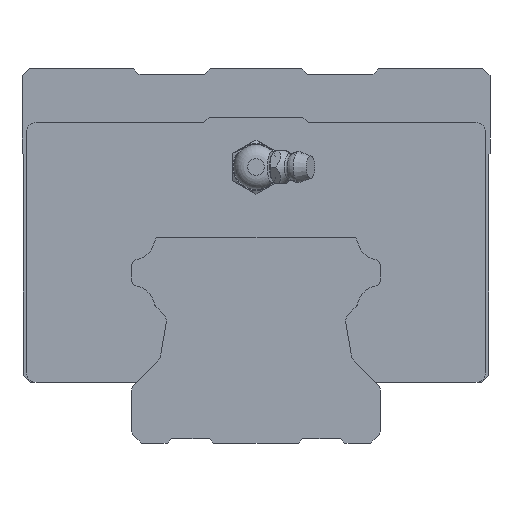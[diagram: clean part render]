
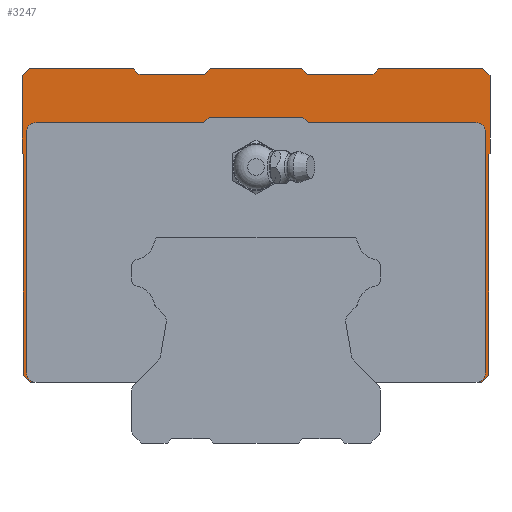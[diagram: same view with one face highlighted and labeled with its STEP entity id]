
A CAD part, front view. The second image highlights one B-rep face of the part: STEP entity #3247.
In plain terms, the highlighted planar face has unit normal (0, -1, 0).
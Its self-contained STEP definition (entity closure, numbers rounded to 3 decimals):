
#196=LINE('',#5877,#456);
#205=LINE('',#5895,#465);
#208=LINE('',#5901,#468);
#211=LINE('',#5907,#471);
#214=LINE('',#5913,#474);
#217=LINE('',#5919,#477);
#220=LINE('',#5929,#480);
#223=LINE('',#5935,#483);
#226=LINE('',#5941,#486);
#229=LINE('',#5947,#489);
#232=LINE('',#5953,#492);
#235=LINE('',#5959,#495);
#238=LINE('',#5965,#498);
#241=LINE('',#5971,#501);
#244=LINE('',#5981,#504);
#247=LINE('',#5987,#507);
#250=LINE('',#5993,#510);
#253=LINE('',#5999,#513);
#256=LINE('',#6005,#516);
#259=LINE('',#6011,#519);
#263=LINE('',#6020,#523);
#306=LINE('',#6172,#566);
#307=LINE('',#6176,#567);
#308=LINE('',#6178,#568);
#309=LINE('',#6180,#569);
#310=LINE('',#6182,#570);
#311=LINE('',#6184,#571);
#312=LINE('',#6188,#572);
#456=VECTOR('',#4792,1000.);
#465=VECTOR('',#4803,1000.);
#468=VECTOR('',#4808,1000.);
#471=VECTOR('',#4813,1000.);
#474=VECTOR('',#4818,1000.);
#477=VECTOR('',#4823,1000.);
#480=VECTOR('',#4832,1000.);
#483=VECTOR('',#4837,1000.);
#486=VECTOR('',#4842,1000.);
#489=VECTOR('',#4847,1000.);
#492=VECTOR('',#4852,1000.);
#495=VECTOR('',#4857,1000.);
#498=VECTOR('',#4862,1000.);
#501=VECTOR('',#4867,1000.);
#504=VECTOR('',#4876,1000.);
#507=VECTOR('',#4881,1000.);
#510=VECTOR('',#4886,1000.);
#513=VECTOR('',#4891,1000.);
#516=VECTOR('',#4896,1000.);
#519=VECTOR('',#4901,1000.);
#523=VECTOR('',#4907,1000.);
#566=VECTOR('',#5068,1000.);
#567=VECTOR('',#5071,1000.);
#568=VECTOR('',#5072,1000.);
#569=VECTOR('',#5073,1000.);
#570=VECTOR('',#5074,1000.);
#571=VECTOR('',#5075,1000.);
#572=VECTOR('',#5078,1000.);
#694=PLANE('',#4227);
#1352=ORIENTED_EDGE('',*,*,#1980,.F.);
#1353=ORIENTED_EDGE('',*,*,#1834,.T.);
#1354=ORIENTED_EDGE('',*,*,#1843,.T.);
#1355=ORIENTED_EDGE('',*,*,#1846,.T.);
#1356=ORIENTED_EDGE('',*,*,#1849,.T.);
#1357=ORIENTED_EDGE('',*,*,#1852,.T.);
#1358=ORIENTED_EDGE('',*,*,#1855,.T.);
#1359=ORIENTED_EDGE('',*,*,#1860,.T.);
#1360=ORIENTED_EDGE('',*,*,#1863,.T.);
#1361=ORIENTED_EDGE('',*,*,#1866,.T.);
#1362=ORIENTED_EDGE('',*,*,#1869,.T.);
#1363=ORIENTED_EDGE('',*,*,#1872,.T.);
#1364=ORIENTED_EDGE('',*,*,#1875,.T.);
#1365=ORIENTED_EDGE('',*,*,#1878,.T.);
#1366=ORIENTED_EDGE('',*,*,#1881,.T.);
#1367=ORIENTED_EDGE('',*,*,#1886,.T.);
#1368=ORIENTED_EDGE('',*,*,#1889,.T.);
#1369=ORIENTED_EDGE('',*,*,#1892,.T.);
#1370=ORIENTED_EDGE('',*,*,#1895,.T.);
#1371=ORIENTED_EDGE('',*,*,#1898,.T.);
#1372=ORIENTED_EDGE('',*,*,#1901,.T.);
#1373=ORIENTED_EDGE('',*,*,#1905,.T.);
#1374=ORIENTED_EDGE('',*,*,#1981,.F.);
#1375=ORIENTED_EDGE('',*,*,#1982,.F.);
#1376=ORIENTED_EDGE('',*,*,#1983,.F.);
#1377=ORIENTED_EDGE('',*,*,#1984,.F.);
#1378=ORIENTED_EDGE('',*,*,#1985,.F.);
#1379=ORIENTED_EDGE('',*,*,#1986,.F.);
#1380=ORIENTED_EDGE('',*,*,#1987,.F.);
#1381=ORIENTED_EDGE('',*,*,#1988,.F.);
#1382=ORIENTED_EDGE('',*,*,#1989,.F.);
#1383=ORIENTED_EDGE('',*,*,#1990,.F.);
#1834=EDGE_CURVE('',#2217,#2218,#196,.T.);
#1843=EDGE_CURVE('',#2218,#2224,#205,.T.);
#1846=EDGE_CURVE('',#2224,#2226,#208,.T.);
#1849=EDGE_CURVE('',#2226,#2228,#211,.T.);
#1852=EDGE_CURVE('',#2228,#2230,#214,.T.);
#1855=EDGE_CURVE('',#2230,#2232,#217,.T.);
#1860=EDGE_CURVE('',#2232,#2236,#220,.T.);
#1863=EDGE_CURVE('',#2236,#2238,#223,.T.);
#1866=EDGE_CURVE('',#2238,#2240,#226,.T.);
#1869=EDGE_CURVE('',#2240,#2242,#229,.T.);
#1872=EDGE_CURVE('',#2242,#2244,#232,.T.);
#1875=EDGE_CURVE('',#2244,#2246,#235,.T.);
#1878=EDGE_CURVE('',#2246,#2248,#238,.T.);
#1881=EDGE_CURVE('',#2248,#2250,#241,.T.);
#1886=EDGE_CURVE('',#2250,#2254,#244,.T.);
#1889=EDGE_CURVE('',#2254,#2256,#247,.T.);
#1892=EDGE_CURVE('',#2256,#2258,#250,.T.);
#1895=EDGE_CURVE('',#2258,#2260,#253,.T.);
#1898=EDGE_CURVE('',#2260,#2262,#256,.T.);
#1901=EDGE_CURVE('',#2262,#2264,#259,.T.);
#1905=EDGE_CURVE('',#2264,#2268,#263,.T.);
#1980=EDGE_CURVE('',#2217,#2317,#2497,.T.);
#1981=EDGE_CURVE('',#2318,#2268,#2498,.T.);
#1982=EDGE_CURVE('',#2319,#2318,#306,.T.);
#1983=EDGE_CURVE('',#2320,#2319,#2499,.T.);
#1984=EDGE_CURVE('',#2321,#2320,#307,.T.);
#1985=EDGE_CURVE('',#2322,#2321,#308,.T.);
#1986=EDGE_CURVE('',#2323,#2322,#309,.T.);
#1987=EDGE_CURVE('',#2324,#2323,#310,.T.);
#1988=EDGE_CURVE('',#2325,#2324,#311,.T.);
#1989=EDGE_CURVE('',#2326,#2325,#2500,.T.);
#1990=EDGE_CURVE('',#2317,#2326,#312,.T.);
#2217=VERTEX_POINT('',#5878);
#2218=VERTEX_POINT('',#5879);
#2224=VERTEX_POINT('',#5894);
#2226=VERTEX_POINT('',#5900);
#2228=VERTEX_POINT('',#5906);
#2230=VERTEX_POINT('',#5912);
#2232=VERTEX_POINT('',#5918);
#2236=VERTEX_POINT('',#5928);
#2238=VERTEX_POINT('',#5934);
#2240=VERTEX_POINT('',#5940);
#2242=VERTEX_POINT('',#5946);
#2244=VERTEX_POINT('',#5952);
#2246=VERTEX_POINT('',#5958);
#2248=VERTEX_POINT('',#5964);
#2250=VERTEX_POINT('',#5970);
#2254=VERTEX_POINT('',#5980);
#2256=VERTEX_POINT('',#5986);
#2258=VERTEX_POINT('',#5992);
#2260=VERTEX_POINT('',#5998);
#2262=VERTEX_POINT('',#6004);
#2264=VERTEX_POINT('',#6010);
#2268=VERTEX_POINT('',#6019);
#2317=VERTEX_POINT('',#6169);
#2318=VERTEX_POINT('',#6171);
#2319=VERTEX_POINT('',#6173);
#2320=VERTEX_POINT('',#6175);
#2321=VERTEX_POINT('',#6177);
#2322=VERTEX_POINT('',#6179);
#2323=VERTEX_POINT('',#6181);
#2324=VERTEX_POINT('',#6183);
#2325=VERTEX_POINT('',#6185);
#2326=VERTEX_POINT('',#6187);
#2497=CIRCLE('',#4228,2.);
#2498=CIRCLE('',#4229,2.);
#2499=CIRCLE('',#4230,2.);
#2500=CIRCLE('',#4231,2.);
#2722=EDGE_LOOP('',(#1352,#1353,#1354,#1355,#1356,#1357,#1358,#1359,#1360,
#1361,#1362,#1363,#1364,#1365,#1366,#1367,#1368,#1369,#1370,#1371,#1372,
#1373,#1374,#1375,#1376,#1377,#1378,#1379,#1380,#1381,#1382,#1383));
#2975=FACE_BOUND('',#2722,.T.);
#3247=ADVANCED_FACE('',(#2975),#694,.T.);
#4227=AXIS2_PLACEMENT_3D('',#6167,#5062,#5063);
#4228=AXIS2_PLACEMENT_3D('',#6168,#5064,#5065);
#4229=AXIS2_PLACEMENT_3D('',#6170,#5066,#5067);
#4230=AXIS2_PLACEMENT_3D('',#6174,#5069,#5070);
#4231=AXIS2_PLACEMENT_3D('',#6186,#5076,#5077);
#4792=DIRECTION('',(1.,0.,0.));
#4803=DIRECTION('',(0.707,0.,0.707));
#4808=DIRECTION('',(0.,0.,1.));
#4813=DIRECTION('',(0.707,0.,0.707));
#4818=DIRECTION('',(0.,0.,1.));
#4823=DIRECTION('',(-0.707,0.,0.707));
#4832=DIRECTION('',(-1.,0.,0.));
#4837=DIRECTION('',(-0.707,0.,-0.707));
#4842=DIRECTION('',(-1.,0.,0.));
#4847=DIRECTION('',(-0.707,0.,0.707));
#4852=DIRECTION('',(-1.,0.,0.));
#4857=DIRECTION('',(-0.707,0.,-0.707));
#4862=DIRECTION('',(-1.,0.,0.));
#4867=DIRECTION('',(-0.707,0.,0.707));
#4876=DIRECTION('',(-1.,0.,0.));
#4881=DIRECTION('',(-0.707,0.,-0.707));
#4886=DIRECTION('',(0.,0.,-1.));
#4891=DIRECTION('',(0.707,0.,-0.707));
#4896=DIRECTION('',(0.,0.,-1.));
#4901=DIRECTION('',(0.707,0.,-0.707));
#4907=DIRECTION('',(1.,0.,0.));
#5062=DIRECTION('',(0.,-1.,0.));
#5063=DIRECTION('',(0.,0.,-1.));
#5064=DIRECTION('',(0.,-1.,0.));
#5065=DIRECTION('',(0.,0.,-1.));
#5066=DIRECTION('',(0.,-1.,0.));
#5067=DIRECTION('',(0.,0.,-1.));
#5068=DIRECTION('',(0.,0.,-1.));
#5069=DIRECTION('',(0.,-1.,0.));
#5070=DIRECTION('',(0.,0.,-1.));
#5071=DIRECTION('',(-1.,0.,0.));
#5072=DIRECTION('',(-0.707,0.,-0.707));
#5073=DIRECTION('',(-1.,0.,0.));
#5074=DIRECTION('',(-0.707,0.,0.707));
#5075=DIRECTION('',(-1.,0.,0.));
#5076=DIRECTION('',(0.,-1.,0.));
#5077=DIRECTION('',(0.,0.,-1.));
#5078=DIRECTION('',(0.,0.,1.));
#5877=CARTESIAN_POINT('',(25.5,-77.8,13.));
#5878=CARTESIAN_POINT('',(47.,-77.8,13.));
#5879=CARTESIAN_POINT('',(48.2,-77.8,13.));
#5894=CARTESIAN_POINT('',(49.7,-77.8,14.5));
#5895=CARTESIAN_POINT('',(48.2,-77.8,13.));
#5900=CARTESIAN_POINT('',(49.7,-77.8,61.7));
#5901=CARTESIAN_POINT('',(49.7,-77.8,61.7));
#5906=CARTESIAN_POINT('',(50.,-77.8,62.));
#5907=CARTESIAN_POINT('',(50.,-77.8,62.));
#5912=CARTESIAN_POINT('',(50.,-77.8,78.5));
#5913=CARTESIAN_POINT('',(50.,-77.8,78.5));
#5918=CARTESIAN_POINT('',(48.5,-77.8,80.));
#5919=CARTESIAN_POINT('',(48.5,-77.8,80.));
#5928=CARTESIAN_POINT('',(26.2,-77.8,80.));
#5929=CARTESIAN_POINT('',(26.2,-77.8,80.));
#5934=CARTESIAN_POINT('',(25.,-77.8,78.8));
#5935=CARTESIAN_POINT('',(26.2,-77.8,80.));
#5940=CARTESIAN_POINT('',(11.,-77.8,78.8));
#5941=CARTESIAN_POINT('',(11.,-77.8,78.8));
#5946=CARTESIAN_POINT('',(9.8,-77.8,80.));
#5947=CARTESIAN_POINT('',(9.8,-77.8,80.));
#5952=CARTESIAN_POINT('',(-9.8,-77.8,80.));
#5953=CARTESIAN_POINT('',(-9.8,-77.8,80.));
#5958=CARTESIAN_POINT('',(-11.,-77.8,78.8));
#5959=CARTESIAN_POINT('',(-9.8,-77.8,80.));
#5964=CARTESIAN_POINT('',(-25.,-77.8,78.8));
#5965=CARTESIAN_POINT('',(-11.,-77.8,78.8));
#5970=CARTESIAN_POINT('',(-26.2,-77.8,80.));
#5971=CARTESIAN_POINT('',(-26.2,-77.8,80.));
#5980=CARTESIAN_POINT('',(-48.5,-77.8,80.));
#5981=CARTESIAN_POINT('',(-26.2,-77.8,80.));
#5986=CARTESIAN_POINT('',(-50.,-77.8,78.5));
#5987=CARTESIAN_POINT('',(-48.5,-77.8,80.));
#5992=CARTESIAN_POINT('',(-50.,-77.8,62.));
#5993=CARTESIAN_POINT('',(-50.,-77.8,78.5));
#5998=CARTESIAN_POINT('',(-49.7,-77.8,61.7));
#5999=CARTESIAN_POINT('',(-50.,-77.8,62.));
#6004=CARTESIAN_POINT('',(-49.7,-77.8,14.5));
#6005=CARTESIAN_POINT('',(-49.7,-77.8,61.7));
#6010=CARTESIAN_POINT('',(-48.2,-77.8,13.));
#6011=CARTESIAN_POINT('',(-48.2,-77.8,13.));
#6019=CARTESIAN_POINT('',(-47.,-77.8,13.));
#6020=CARTESIAN_POINT('',(-48.2,-77.8,13.));
#6167=CARTESIAN_POINT('',(-22.365,-77.8,18.964));
#6168=CARTESIAN_POINT('',(47.,-77.8,15.));
#6169=CARTESIAN_POINT('',(49.,-77.8,15.));
#6170=CARTESIAN_POINT('',(-47.,-77.8,15.));
#6171=CARTESIAN_POINT('',(-49.,-77.8,15.));
#6172=CARTESIAN_POINT('',(-49.,-77.8,18.964));
#6173=CARTESIAN_POINT('',(-49.,-77.8,66.5));
#6174=CARTESIAN_POINT('',(-47.,-77.8,66.5));
#6175=CARTESIAN_POINT('',(-47.,-77.8,68.5));
#6176=CARTESIAN_POINT('',(-22.365,-77.8,68.5));
#6177=CARTESIAN_POINT('',(-11.2,-77.8,68.5));
#6178=CARTESIAN_POINT('',(-41.55,-77.8,38.15));
#6179=CARTESIAN_POINT('',(-10.,-77.8,69.7));
#6180=CARTESIAN_POINT('',(-22.365,-77.8,69.7));
#6181=CARTESIAN_POINT('',(10.,-77.8,69.7));
#6182=CARTESIAN_POINT('',(19.186,-77.8,60.514));
#6183=CARTESIAN_POINT('',(11.2,-77.8,68.5));
#6184=CARTESIAN_POINT('',(-22.365,-77.8,68.5));
#6185=CARTESIAN_POINT('',(47.,-77.8,68.5));
#6186=CARTESIAN_POINT('',(47.,-77.8,66.5));
#6187=CARTESIAN_POINT('',(49.,-77.8,66.5));
#6188=CARTESIAN_POINT('',(49.,-77.8,18.964));
